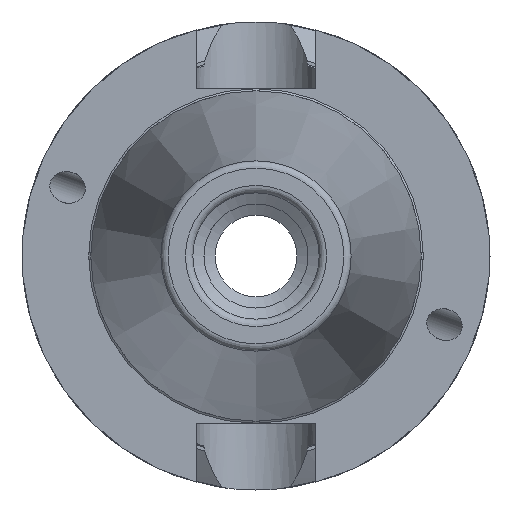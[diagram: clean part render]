
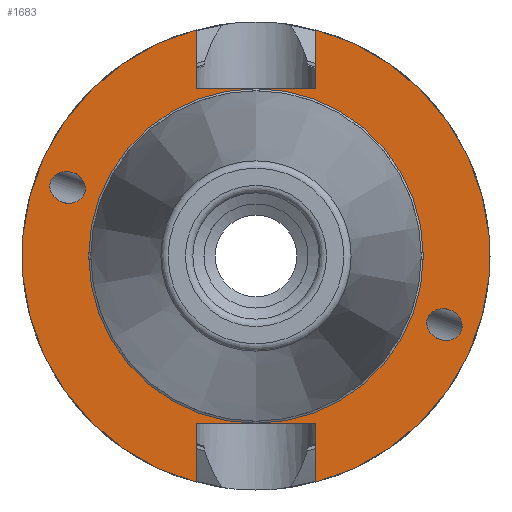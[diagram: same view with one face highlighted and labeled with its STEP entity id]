
A CAD part, left-side view. The second image highlights one B-rep face of the part: STEP entity #1683.
In plain terms, the highlighted planar face has unit normal (-1, 0, 0).
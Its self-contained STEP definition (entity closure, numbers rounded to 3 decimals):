
#857=CARTESIAN_POINT('',(2.,-23.093,-8.405));
#858=VERTEX_POINT('',#857);
#859=CARTESIAN_POINT('',(2.,-25.372,-9.235));
#860=DIRECTION('',(1.0,0.0,0.0));
#861=DIRECTION('',(0.0,-0.94,-0.342));
#862=AXIS2_PLACEMENT_3D('',#859,#860,#861);
#863=ELLIPSE('',#862,2.425,2.1);
#864=EDGE_CURVE('',#858,#858,#863,.T.);
#894=CARTESIAN_POINT('',(2.,23.093,8.405));
#895=VERTEX_POINT('',#894);
#896=CARTESIAN_POINT('',(2.,25.372,9.235));
#897=DIRECTION('',(1.0,0.0,0.0));
#898=DIRECTION('',(0.0,0.94,0.342));
#899=AXIS2_PLACEMENT_3D('',#896,#897,#898);
#900=ELLIPSE('',#899,2.425,2.1);
#901=EDGE_CURVE('',#895,#895,#900,.T.);
#1113=CARTESIAN_POINT('',(2.0,8.05,-22.6));
#1114=VERTEX_POINT('',#1113);
#1121=CARTESIAN_POINT('',(2.0,8.05,-30.454));
#1122=VERTEX_POINT('',#1121);
#1123=CARTESIAN_POINT('',(2.,8.05,-30.454));
#1124=DIRECTION('',(0.0,0.0,1.0));
#1125=VECTOR('',#1124,7.854);
#1126=LINE('',#1123,#1125);
#1127=EDGE_CURVE('',#1122,#1114,#1126,.T.);
#1358=CARTESIAN_POINT('',(2.,-8.05,-30.454));
#1359=VERTEX_POINT('',#1358);
#1366=CARTESIAN_POINT('',(2.,-8.05,-22.6));
#1367=VERTEX_POINT('',#1366);
#1368=CARTESIAN_POINT('',(2.,-8.05,-22.6));
#1369=DIRECTION('',(0.0,0.0,-1.0));
#1370=VECTOR('',#1369,7.854);
#1371=LINE('',#1368,#1370);
#1372=EDGE_CURVE('',#1367,#1359,#1371,.T.);
#1390=CARTESIAN_POINT('',(2.,8.05,-22.6));
#1391=DIRECTION('',(0.0,-1.0,0.0));
#1392=VECTOR('',#1391,16.1);
#1393=LINE('',#1390,#1392);
#1394=EDGE_CURVE('',#1114,#1367,#1393,.T.);
#1616=CARTESIAN_POINT('',(2.,0.0,27.008));
#1617=DIRECTION('',(-1.0,0.0,0.0));
#1618=DIRECTION('',(0.0,0.0,1.0));
#1619=AXIS2_PLACEMENT_3D('',#1616,#1617,#1618);
#1620=PLANE('',#1619);
#1621=ORIENTED_EDGE('',*,*,#1127,.T.);
#1622=ORIENTED_EDGE('',*,*,#1394,.T.);
#1623=ORIENTED_EDGE('',*,*,#1372,.T.);
#1624=CARTESIAN_POINT('',(2.,-8.05,30.454));
#1625=VERTEX_POINT('',#1624);
#1626=CARTESIAN_POINT('',(2.,0.0,0.0));
#1627=DIRECTION('',(-1.0,0.0,0.));
#1628=DIRECTION('',(0.,0.0,1.0));
#1629=AXIS2_PLACEMENT_3D('',#1626,#1627,#1628);
#1630=CIRCLE('',#1629,31.5);
#1631=EDGE_CURVE('',#1359,#1625,#1630,.T.);
#1632=ORIENTED_EDGE('',*,*,#1631,.T.);
#1633=CARTESIAN_POINT('',(2.,-8.05,22.6));
#1634=VERTEX_POINT('',#1633);
#1635=CARTESIAN_POINT('',(2.,-8.05,30.454));
#1636=DIRECTION('',(0.0,0.0,-1.0));
#1637=VECTOR('',#1636,7.854);
#1638=LINE('',#1635,#1637);
#1639=EDGE_CURVE('',#1625,#1634,#1638,.T.);
#1640=ORIENTED_EDGE('',*,*,#1639,.T.);
#1641=CARTESIAN_POINT('',(2.,8.05,22.6));
#1642=VERTEX_POINT('',#1641);
#1643=CARTESIAN_POINT('',(2.,-8.05,22.6));
#1644=DIRECTION('',(0.0,1.0,0.0));
#1645=VECTOR('',#1644,16.1);
#1646=LINE('',#1643,#1645);
#1647=EDGE_CURVE('',#1634,#1642,#1646,.T.);
#1648=ORIENTED_EDGE('',*,*,#1647,.T.);
#1649=CARTESIAN_POINT('',(2.,8.05,30.454));
#1650=VERTEX_POINT('',#1649);
#1651=CARTESIAN_POINT('',(2.,8.05,22.6));
#1652=DIRECTION('',(0.0,0.0,1.0));
#1653=VECTOR('',#1652,7.854);
#1654=LINE('',#1651,#1653);
#1655=EDGE_CURVE('',#1642,#1650,#1654,.T.);
#1656=ORIENTED_EDGE('',*,*,#1655,.T.);
#1657=CARTESIAN_POINT('',(2.,0.0,0.0));
#1658=DIRECTION('',(-1.0,0.0,0.));
#1659=DIRECTION('',(0.,0.0,1.0));
#1660=AXIS2_PLACEMENT_3D('',#1657,#1658,#1659);
#1661=CIRCLE('',#1660,31.5);
#1662=EDGE_CURVE('',#1650,#1122,#1661,.T.);
#1663=ORIENTED_EDGE('',*,*,#1662,.T.);
#1664=EDGE_LOOP('',(#1621,#1622,#1623,#1632,#1640,#1648,#1656,#1663));
#1665=FACE_OUTER_BOUND('',#1664,.T.);
#1666=ORIENTED_EDGE('',*,*,#864,.T.);
#1667=EDGE_LOOP('',(#1666));
#1668=FACE_BOUND('',#1667,.T.);
#1669=ORIENTED_EDGE('',*,*,#901,.T.);
#1670=EDGE_LOOP('',(#1669));
#1671=FACE_BOUND('',#1670,.T.);
#1672=CARTESIAN_POINT('',(2.,0.0,22.517));
#1673=VERTEX_POINT('',#1672);
#1674=CARTESIAN_POINT('',(2.,0.0,0.0));
#1675=DIRECTION('',(-1.0,0.0,0.));
#1676=DIRECTION('',(0.,0.0,1.0));
#1677=AXIS2_PLACEMENT_3D('',#1674,#1675,#1676);
#1678=CIRCLE('',#1677,22.517);
#1679=EDGE_CURVE('',#1673,#1673,#1678,.T.);
#1680=ORIENTED_EDGE('',*,*,#1679,.F.);
#1681=EDGE_LOOP('',(#1680));
#1682=FACE_BOUND('',#1681,.T.);
#1683=ADVANCED_FACE('',(#1665,#1668,#1671,#1682),#1620,.T.);
